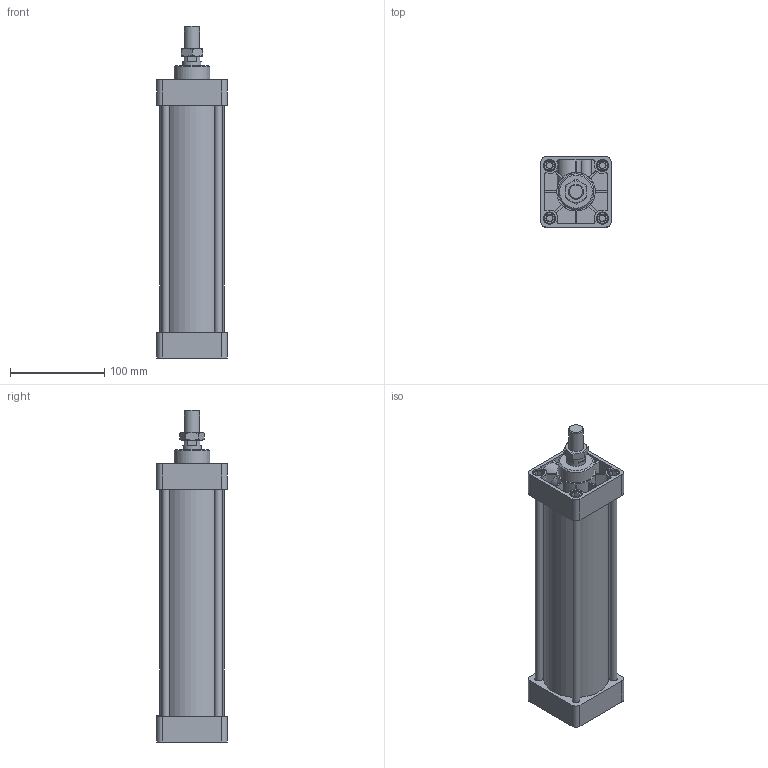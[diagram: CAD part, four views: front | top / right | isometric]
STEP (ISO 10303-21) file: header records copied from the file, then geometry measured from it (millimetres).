
FILE_DESCRIPTION( ( 'STEP AP203' ), '1' );
FILE_NAME( 'TBC63X200-0(0).stp', '2021-09-27T05:11:23', ( 'License CC BY-ND 4.0' ), ( 'CADENAS' ), ' ', 'PARTsolutions', ' ' );
FILE_SCHEMA( ( 'CONFIG_CONTROL_DESIGN' ) );
Length unit declared in the file: millimetre
Products named in the file (3): TBC63X200-0(0); _ TB C 200  63 ; _ TB C  200 10 63_rod
Assembly tree (2 placements, depth 2):
  TBC63X200-0(0)
    _ TB C 200  63 
    _ TB C  200 10 63_rod
Bounding box: 75 x 75 x 353 mm (x, y, z)
Volume: 613301.2 mm3; surface area: 240430.4 mm2
Topology: 2 solids, 4 shells, 353 faces, 852 edges, 563 vertices
Faces by surface type: plane 224, cylinder 99, cone 20, torus 10
Full cylindrical faces by diameter (mm): 6.647 x8, 8 x6, 8.5 x8, 10 x2, 12 x8, 13 x8, 16 x1, 20 x2, 38 x1, 41 x2, 63 x2, 69 x1
Entity records: 10434 total; most frequent: CARTESIAN_POINT 2206, DIRECTION 1704, ORIENTED_EDGE 1554, EDGE_CURVE 777, AXIS2_PLACEMENT_3D 625, VERTEX_POINT 551, EDGE_LOOP 484, LINE 454
